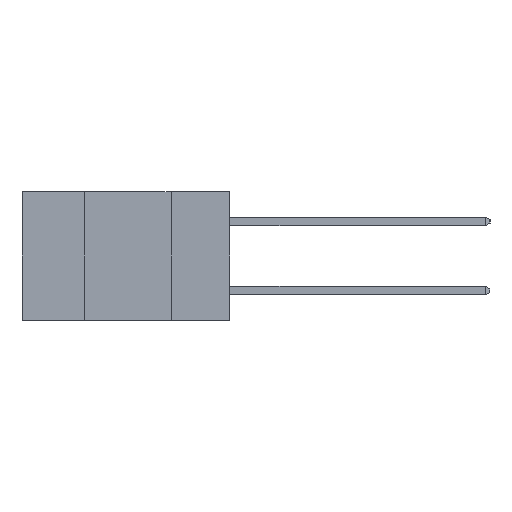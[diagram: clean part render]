
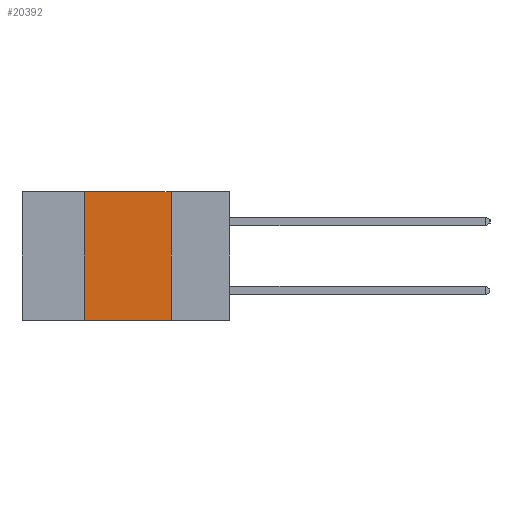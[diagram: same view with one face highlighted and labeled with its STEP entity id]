
A CAD part, left-side view. The second image highlights one B-rep face of the part: STEP entity #20392.
In plain terms, the highlighted planar face has unit normal (-1, 0, 0).
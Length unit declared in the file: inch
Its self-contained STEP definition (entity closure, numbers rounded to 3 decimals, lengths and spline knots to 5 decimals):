
#1163 = ORIENTED_EDGE ( 'NONE', *, *, #16266, .F. ) ;
#3320 = VECTOR ( 'NONE', #22452, 39.37008 ) ;
#4558 = DIRECTION ( 'NONE',  ( 1., 0., 0. ) ) ;
#5183 = CARTESIAN_POINT ( 'NONE',  ( 0., 0.42, 0. ) ) ;
#5221 = CARTESIAN_POINT ( 'NONE',  ( 0., 0.17, 0. ) ) ;
#5447 = VECTOR ( 'NONE', #16487, 39.37008 ) ;
#5837 = VERTEX_POINT ( 'NONE', #5183 ) ;
#6314 = LINE ( 'NONE', #15121, #20502 ) ;
#8047 = VERTEX_POINT ( 'NONE', #12094 ) ;
#8418 = CARTESIAN_POINT ( 'NONE',  ( 0., 0.17, -0.37 ) ) ;
#8742 = VERTEX_POINT ( 'NONE', #8418 ) ;
#9547 = CARTESIAN_POINT ( 'NONE',  ( 0., 0.17, 0. ) ) ;
#9842 = FACE_OUTER_BOUND ( 'NONE', #10031, .T. ) ;
#10031 = EDGE_LOOP ( 'NONE', ( #1163, #16626, #20996, #19857 ) ) ;
#10987 = LINE ( 'NONE', #14641, #5447 ) ;
#11947 = PLANE ( 'NONE',  #14492 ) ;
#12094 = CARTESIAN_POINT ( 'NONE',  ( 0., 0.42, -0.37 ) ) ;
#14492 = AXIS2_PLACEMENT_3D ( 'NONE', #21161, #4558, #17513 ) ;
#14641 = CARTESIAN_POINT ( 'NONE',  ( 0., 0.6, 0. ) ) ;
#14843 = VERTEX_POINT ( 'NONE', #5221 ) ;
#14870 = EDGE_CURVE ( 'NONE', #5837, #14843, #10987, .T. ) ;
#14906 = LINE ( 'NONE', #17885, #19791 ) ;
#15033 = EDGE_CURVE ( 'NONE', #8047, #5837, #6314, .T. ) ;
#15121 = CARTESIAN_POINT ( 'NONE',  ( 0., 0.42, 0. ) ) ;
#16266 = EDGE_CURVE ( 'NONE', #14843, #8742, #22478, .T. ) ;
#16487 = DIRECTION ( 'NONE',  ( 0., -1., 0. ) ) ;
#16626 = ORIENTED_EDGE ( 'NONE', *, *, #14870, .F. ) ;
#16952 = DIRECTION ( 'NONE',  ( 0., 0., 1. ) ) ;
#17513 = DIRECTION ( 'NONE',  ( 0., 0., -1. ) ) ;
#17885 = CARTESIAN_POINT ( 'NONE',  ( 0., 0.6, -0.37 ) ) ;
#19756 = DIRECTION ( 'NONE',  ( 0., -1., 0. ) ) ;
#19791 = VECTOR ( 'NONE', #19756, 39.37008 ) ;
#19857 = ORIENTED_EDGE ( 'NONE', *, *, #21210, .T. ) ;
#20392 = ADVANCED_FACE ( 'NONE', ( #9842 ), #11947, .F. ) ;
#20502 = VECTOR ( 'NONE', #16952, 39.37008 ) ;
#20996 = ORIENTED_EDGE ( 'NONE', *, *, #15033, .F. ) ;
#21161 = CARTESIAN_POINT ( 'NONE',  ( 0., 0.6, 0. ) ) ;
#21210 = EDGE_CURVE ( 'NONE', #8047, #8742, #14906, .T. ) ;
#22452 = DIRECTION ( 'NONE',  ( 0., 0., -1. ) ) ;
#22478 = LINE ( 'NONE', #9547, #3320 ) ;
